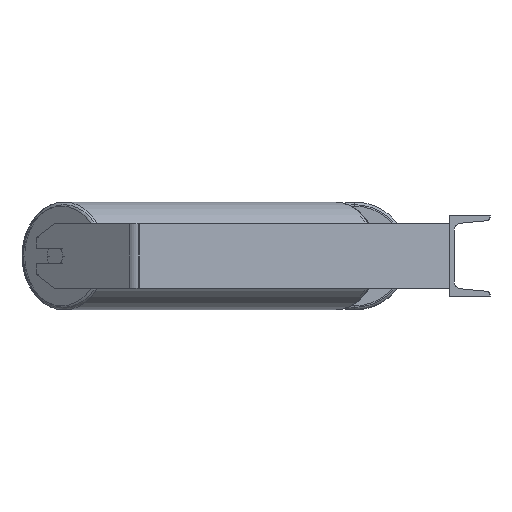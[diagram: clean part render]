
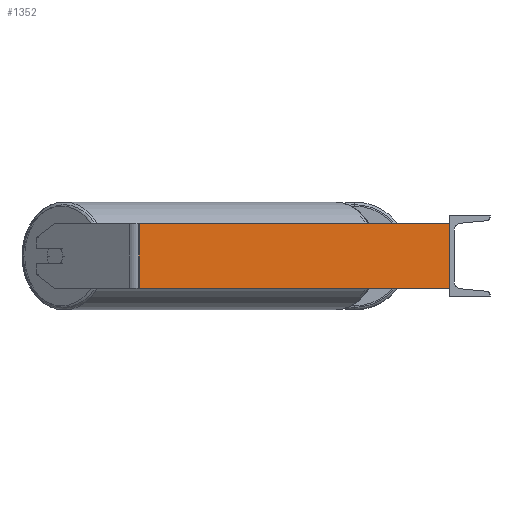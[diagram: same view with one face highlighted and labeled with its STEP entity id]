
A CAD part, left-side view. The second image highlights one B-rep face of the part: STEP entity #1352.
In plain terms, the highlighted planar face has unit normal (-0.996, -0.087, 0).
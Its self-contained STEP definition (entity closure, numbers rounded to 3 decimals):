
#203 = LINE ( 'NONE', #7386, #2306 ) ;
#225 = PLANE ( 'NONE',  #1379 ) ;
#413 = CARTESIAN_POINT ( 'NONE',  ( -819.048, 389.176, 40. ) ) ;
#737 = CARTESIAN_POINT ( 'NONE',  ( -818.471, 382.574, 40. ) ) ;
#1054 = LINE ( 'NONE', #5158, #4036 ) ;
#1352 = ADVANCED_FACE ( 'NONE', ( #6545 ), #225, .F. ) ;
#1379 = AXIS2_PLACEMENT_3D ( 'NONE', #413, #4649, #8782 ) ;
#1617 = CARTESIAN_POINT ( 'NONE',  ( -785., 0., -40. ) ) ;
#2160 = ORIENTED_EDGE ( 'NONE', *, *, #6548, .F. ) ;
#2306 = VECTOR ( 'NONE', #3065, 1000. ) ;
#2889 = VERTEX_POINT ( 'NONE', #1617 ) ;
#2942 = DIRECTION ( 'NONE',  ( 0.087, -0.996, 0. ) ) ;
#2988 = EDGE_CURVE ( 'NONE', #5040, #2889, #1054, .T. ) ;
#3065 = DIRECTION ( 'NONE',  ( 0., 0., -1. ) ) ;
#3180 = ORIENTED_EDGE ( 'NONE', *, *, #6701, .F. ) ;
#4036 = VECTOR ( 'NONE', #8648, 1000. ) ;
#4040 = DIRECTION ( 'NONE',  ( 0., 0., -1. ) ) ;
#4067 = CARTESIAN_POINT ( 'NONE',  ( -818.471, 382.574, -40. ) ) ;
#4148 = VECTOR ( 'NONE', #4040, 1000. ) ;
#4597 = VECTOR ( 'NONE', #2942, 1000. ) ;
#4649 = DIRECTION ( 'NONE',  ( 0.996, 0.087, 0. ) ) ;
#4864 = EDGE_CURVE ( 'NONE', #5229, #5040, #203, .T. ) ;
#4924 = ORIENTED_EDGE ( 'NONE', *, *, #2988, .T. ) ;
#5040 = VERTEX_POINT ( 'NONE', #4067 ) ;
#5120 = LINE ( 'NONE', #7312, #4597 ) ;
#5158 = CARTESIAN_POINT ( 'NONE',  ( -819.048, 389.176, -40. ) ) ;
#5179 = VERTEX_POINT ( 'NONE', #7769 ) ;
#5229 = VERTEX_POINT ( 'NONE', #737 ) ;
#5279 = ORIENTED_EDGE ( 'NONE', *, *, #4864, .T. ) ;
#5624 = CARTESIAN_POINT ( 'NONE',  ( -785., 0., 40. ) ) ;
#6545 = FACE_OUTER_BOUND ( 'NONE', #6975, .T. ) ;
#6548 = EDGE_CURVE ( 'NONE', #5229, #5179, #5120, .T. ) ;
#6701 = EDGE_CURVE ( 'NONE', #5179, #2889, #9052, .T. ) ;
#6975 = EDGE_LOOP ( 'NONE', ( #4924, #3180, #2160, #5279 ) ) ;
#7312 = CARTESIAN_POINT ( 'NONE',  ( -819.048, 389.176, 40. ) ) ;
#7386 = CARTESIAN_POINT ( 'NONE',  ( -818.471, 382.574, 40. ) ) ;
#7769 = CARTESIAN_POINT ( 'NONE',  ( -785., 0., 40. ) ) ;
#8648 = DIRECTION ( 'NONE',  ( 0.087, -0.996, 0. ) ) ;
#8782 = DIRECTION ( 'NONE',  ( -0.087, 0.996, 0. ) ) ;
#9052 = LINE ( 'NONE', #5624, #4148 ) ;
